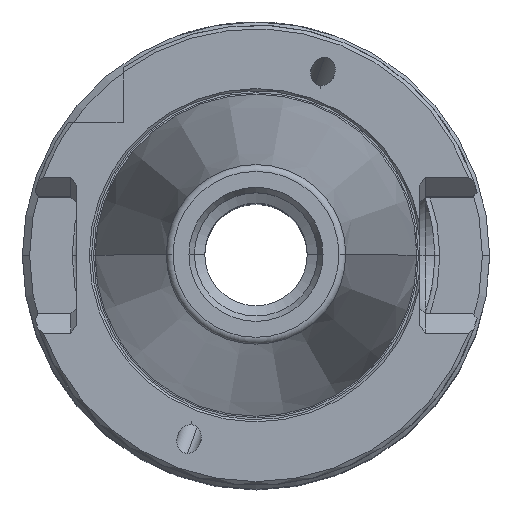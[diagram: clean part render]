
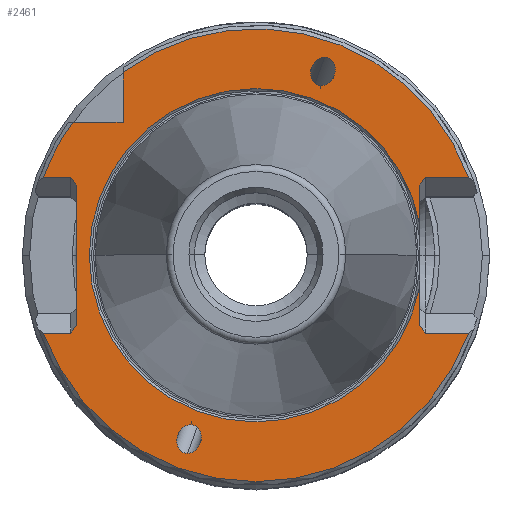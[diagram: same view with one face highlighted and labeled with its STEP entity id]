
A CAD part, top view. The second image highlights one B-rep face of the part: STEP entity #2461.
In plain terms, the highlighted planar face has unit normal (0, 0, 1).
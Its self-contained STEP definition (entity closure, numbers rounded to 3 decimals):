
#1287=VERTEX_POINT('NONE',#3688);
#1349=EDGE_CURVE('NONE',#2935,#3453,#3756,.F.);
#1385=VERTEX_POINT('NONE',#3795);
#1499=EDGE_CURVE('NONE',#2073,#3295,#3917,.F.);
#1523=VERTEX_POINT('NONE',#3944);
#1539=EDGE_CURVE('NONE',#1711,#3295,#3963,.F.);
#1601=VERTEX_POINT('NONE',#4030);
#1711=VERTEX_POINT('NONE',#4151);
#1809=EDGE_CURVE('NONE',#1385,#3465,#4257,.F.);
#1869=EDGE_CURVE('NONE',#2409,#3381,#4321,.F.);
#1947=EDGE_CURVE('NONE',#2485,#2845,#4411,.F.);
#2053=VERTEX_POINT('NONE',#4530);
#2073=VERTEX_POINT('NONE',#4551);
#2087=EDGE_CURVE('NONE',#3453,#1385,#4566,.T.);
#2125=VERTEX_POINT('NONE',#4607);
#2153=EDGE_CURVE('NONE',#2853,#2409,#4640,.T.);
#2165=EDGE_CURVE('NONE',#1601,#3381,#4652,.T.);
#2259=EDGE_CURVE('NONE',#2969,#3205,#4757,.F.);
#2345=EDGE_CURVE('NONE',#2939,#1523,#4854,.T.);
#2409=VERTEX_POINT('NONE',#4926);
#2461=ADVANCED_FACE('NONE',(#4985,#4986,#4987),#4988,.F.);
#2485=VERTEX_POINT('NONE',#5013);
#2631=EDGE_CURVE('NONE',#1711,#3115,#5175,.F.);
#2845=VERTEX_POINT('NONE',#5415);
#2853=VERTEX_POINT('NONE',#5424);
#2935=VERTEX_POINT('NONE',#5515);
#2939=VERTEX_POINT('NONE',#5519);
#2943=EDGE_CURVE('NONE',#3205,#2053,#5523,.T.);
#2951=EDGE_CURVE('NONE',#2053,#2959,#5533,.T.);
#2959=VERTEX_POINT('NONE',#5541);
#2969=VERTEX_POINT('NONE',#5552);
#3053=EDGE_CURVE('NONE',#2959,#2853,#5645,.F.);
#3059=EDGE_CURVE('NONE',#1523,#2939,#5652,.F.);
#3097=EDGE_CURVE('NONE',#1287,#2125,#5693,.F.);
#3113=EDGE_CURVE('NONE',#2073,#2125,#5711,.T.);
#3115=VERTEX_POINT('NONE',#5713);
#3205=VERTEX_POINT('NONE',#5811);
#3295=VERTEX_POINT('NONE',#5908);
#3343=EDGE_CURVE('NONE',#2845,#2485,#5961,.T.);
#3381=VERTEX_POINT('NONE',#6005);
#3451=EDGE_CURVE('NONE',#3465,#2969,#6086,.T.);
#3453=VERTEX_POINT('NONE',#6088);
#3463=EDGE_CURVE('NONE',#1287,#1601,#6099,.T.);
#3465=VERTEX_POINT('NONE',#6101);
#3533=EDGE_CURVE('NONE',#2935,#3115,#6177,.T.);
#3688=CARTESIAN_POINT('',(-25.295,18.35,-1.0));
#3756=CIRCLE('',#6476,31.25);
#3795=CARTESIAN_POINT('',(23.35,-10.75,-1.0));
#3917=LINE('',#6740,#6741);
#3944=CARTESIAN_POINT('',(9.017,23.397,-1.0));
#3963=LINE('',#6802,#6803);
#4030=CARTESIAN_POINT('',(-18.35,18.35,-1.0));
#4151=CARTESIAN_POINT('',(-24.8,-9.689,-1.0));
#4257=LINE('',#7368,#7369);
#4321=CIRCLE('',#7489,31.25);
#4411=ELLIPSE('',#7625,2.014,1.65);
#4530=CARTESIAN_POINT('',(22.6,4.271,-1.0));
#4551=CARTESIAN_POINT('',(-25.55,10.75,-1.));
#4566=LINE('',#7832,#7833);
#4607=CARTESIAN_POINT('',(-29.343,10.75,-1.0));
#4640=LINE('',#7938,#7939);
#4652=LINE('',#7954,#7955);
#4757=CIRCLE('',#8133,23.0);
#4854=ELLIPSE('',#8305,2.014,1.65);
#4926=CARTESIAN_POINT('',(29.343,10.75,-1.0));
#4985=FACE_OUTER_BOUND('',#8532,.T.);
#4986=FACE_BOUND('',#8533,.T.);
#4987=FACE_BOUND('',#8534,.T.);
#4988=PLANE('',#8535);
#5013=CARTESIAN_POINT('',(-9.017,-23.397,-1.0));
#5175=LINE('',#8852,#8853);
#5415=CARTESIAN_POINT('',(-9.452,-27.347,-1.0));
#5424=CARTESIAN_POINT('',(23.35,10.75,-1.0));
#5515=CARTESIAN_POINT('',(-29.343,-10.75,-1.0));
#5519=CARTESIAN_POINT('',(9.452,27.347,-1.0));
#5523=CIRCLE('',#9560,23.0);
#5533=LINE('',#9571,#9572);
#5541=CARTESIAN_POINT('',(22.6,9.689,-1.0));
#5552=CARTESIAN_POINT('',(22.6,-4.271,-1.));
#5645=LINE('',#9797,#9798);
#5652=ELLIPSE('',#9810,2.014,1.65);
#5693=CIRCLE('',#9861,31.25);
#5711=LINE('',#9912,#9913);
#5713=CARTESIAN_POINT('',(-25.55,-10.75,-1.0));
#5811=CARTESIAN_POINT('',(-23.0,0.,-1.0));
#5908=CARTESIAN_POINT('',(-24.8,9.689,-1.0));
#5961=ELLIPSE('',#10433,2.014,1.65);
#6005=CARTESIAN_POINT('',(-18.35,25.295,-1.0));
#6086=LINE('',#10628,#10629);
#6088=CARTESIAN_POINT('',(29.343,-10.75,-1.0));
#6099=LINE('',#10643,#10644);
#6101=CARTESIAN_POINT('',(22.6,-9.689,-1.0));
#6177=LINE('',#10778,#10779);
#6476=AXIS2_PLACEMENT_3D('',#11096,#11097,#11098);
#6740=CARTESIAN_POINT('',(-9.77,-11.566,-1.));
#6741=VECTOR('',#11262,1.0);
#6802=CARTESIAN_POINT('',(-24.8,-11.185,-1.0));
#6803=VECTOR('',#11318,1.0);
#7368=CARTESIAN_POINT('',(21.561,-8.22,-1.0));
#7369=VECTOR('',#11621,1.0);
#7489=AXIS2_PLACEMENT_3D('',#11697,#11698,#11699);
#7625=AXIS2_PLACEMENT_3D('',#11825,#11826,#11827);
#7832=CARTESIAN_POINT('',(62.4,-10.75,-1.0));
#7833=VECTOR('',#11992,1.0);
#7938=CARTESIAN_POINT('',(62.4,10.75,-1.0));
#7939=VECTOR('',#12090,1.0);
#7954=CARTESIAN_POINT('',(-18.35,-2.01,-1.0));
#7955=VECTOR('',#12092,1.0);
#8133=AXIS2_PLACEMENT_3D('',#12223,#12224,#12225);
#8305=AXIS2_PLACEMENT_3D('',#12354,#12355,#12356);
#8532=EDGE_LOOP('',(#12512,#12513,#12514,#12515,#12516,#12517,#12518,#12519,#12520,#12521,#12522,#12523,#12524,#12525,#12526,#12527,#12528,#12529));
#8533=EDGE_LOOP('',(#12530,#12531));
#8534=EDGE_LOOP('',(#12532,#12533));
#8535=AXIS2_PLACEMENT_3D('',#12534,#12535,#12536);
#8852=CARTESIAN_POINT('',(-20.316,-3.348,-1.));
#8853=VECTOR('',#12735,1.0);
#9560=AXIS2_PLACEMENT_3D('',#13128,#13129,#13130);
#9571=CARTESIAN_POINT('',(22.6,-11.185,-1.0));
#9572=VECTOR('',#13147,1.0);
#9797=CARTESIAN_POINT('',(11.015,-6.694,-1.0));
#9798=VECTOR('',#13270,1.0);
#9810=AXIS2_PLACEMENT_3D('',#13279,#13280,#13281);
#9861=AXIS2_PLACEMENT_3D('',#13337,#13338,#13339);
#9912=CARTESIAN_POINT('',(-30.6,10.75,-1.0));
#9913=VECTOR('',#13358,1.0);
#10433=AXIS2_PLACEMENT_3D('',#13664,#13665,#13666);
#10628=CARTESIAN_POINT('',(22.6,-11.185,-1.0));
#10629=VECTOR('',#13848,1.0);
#10643=CARTESIAN_POINT('',(-19.175,18.35,-1.0));
#10644=VECTOR('',#13858,1.0);
#10778=CARTESIAN_POINT('',(-30.6,-10.75,-1.0));
#10779=VECTOR('',#13933,1.0);
#11096=CARTESIAN_POINT('',(0.0,0.0,-1.0));
#11097=DIRECTION('',(0.0,0.0,-1.0));
#11098=DIRECTION('',(1.0,0.,0.0));
#11262=DIRECTION('',(-0.577,0.816,0.0));
#11318=DIRECTION('',(0.,-1.0,0.0));
#11621=DIRECTION('',(0.577,-0.816,-0.0));
#11697=CARTESIAN_POINT('',(0.0,0.0,-1.0));
#11698=DIRECTION('',(0.0,0.0,-1.0));
#11699=DIRECTION('',(1.0,0.,0.0));
#11825=CARTESIAN_POINT('',(-9.235,-25.372,-1.0));
#11826=DIRECTION('',(0.0,-0.0,1.0));
#11827=DIRECTION('',(0.342,0.94,0.0));
#11992=DIRECTION('',(-1.0,0.,0.0));
#12090=DIRECTION('',(1.0,0.,-0.0));
#12092=DIRECTION('',(0.,1.0,0.0));
#12223=CARTESIAN_POINT('',(0.0,0.0,-1.0));
#12224=DIRECTION('',(0.0,0.0,1.0));
#12225=DIRECTION('',(-1.0,0.,0.0));
#12354=CARTESIAN_POINT('',(9.235,25.372,-1.0));
#12355=DIRECTION('',(-0.0,0.0,-1.0));
#12356=DIRECTION('',(-0.342,-0.94,0.0));
#12512=ORIENTED_EDGE('',*,*,#2153,.T.);
#12513=ORIENTED_EDGE('',*,*,#1869,.T.);
#12514=ORIENTED_EDGE('',*,*,#2165,.F.);
#12515=ORIENTED_EDGE('',*,*,#3463,.F.);
#12516=ORIENTED_EDGE('',*,*,#3097,.T.);
#12517=ORIENTED_EDGE('',*,*,#3113,.F.);
#12518=ORIENTED_EDGE('',*,*,#1499,.T.);
#12519=ORIENTED_EDGE('',*,*,#1539,.F.);
#12520=ORIENTED_EDGE('',*,*,#2631,.T.);
#12521=ORIENTED_EDGE('',*,*,#3533,.F.);
#12522=ORIENTED_EDGE('',*,*,#1349,.T.);
#12523=ORIENTED_EDGE('',*,*,#2087,.T.);
#12524=ORIENTED_EDGE('',*,*,#1809,.T.);
#12525=ORIENTED_EDGE('',*,*,#3451,.T.);
#12526=ORIENTED_EDGE('',*,*,#2259,.T.);
#12527=ORIENTED_EDGE('',*,*,#2943,.T.);
#12528=ORIENTED_EDGE('',*,*,#2951,.T.);
#12529=ORIENTED_EDGE('',*,*,#3053,.T.);
#12530=ORIENTED_EDGE('',*,*,#3059,.T.);
#12531=ORIENTED_EDGE('',*,*,#2345,.T.);
#12532=ORIENTED_EDGE('',*,*,#1947,.T.);
#12533=ORIENTED_EDGE('',*,*,#3343,.T.);
#12534=CARTESIAN_POINT('',(0.,-22.371,-1.0));
#12535=DIRECTION('',(-0.0,0.0,-1.0));
#12536=DIRECTION('',(0.,-1.0,0.0));
#12735=DIRECTION('',(0.577,0.816,0.0));
#13128=CARTESIAN_POINT('',(0.0,0.0,-1.0));
#13129=DIRECTION('',(0.0,0.0,-1.0));
#13130=DIRECTION('',(-1.0,0.,0.0));
#13147=DIRECTION('',(0.,1.0,0.0));
#13270=DIRECTION('',(-0.577,-0.816,0.0));
#13279=CARTESIAN_POINT('',(9.235,25.372,-1.0));
#13280=DIRECTION('',(0.0,0.0,1.0));
#13281=DIRECTION('',(-0.342,-0.94,0.0));
#13337=CARTESIAN_POINT('',(0.0,0.0,-1.0));
#13338=DIRECTION('',(0.0,0.0,-1.0));
#13339=DIRECTION('',(1.0,0.,0.0));
#13358=DIRECTION('',(-1.0,0.,0.0));
#13664=CARTESIAN_POINT('',(-9.235,-25.372,-1.0));
#13665=DIRECTION('',(0.0,0.0,-1.0));
#13666=DIRECTION('',(0.342,0.94,0.0));
#13848=DIRECTION('',(0.,1.0,0.0));
#13858=DIRECTION('',(1.0,0.,0.0));
#13933=DIRECTION('',(1.0,0.,-0.0));
